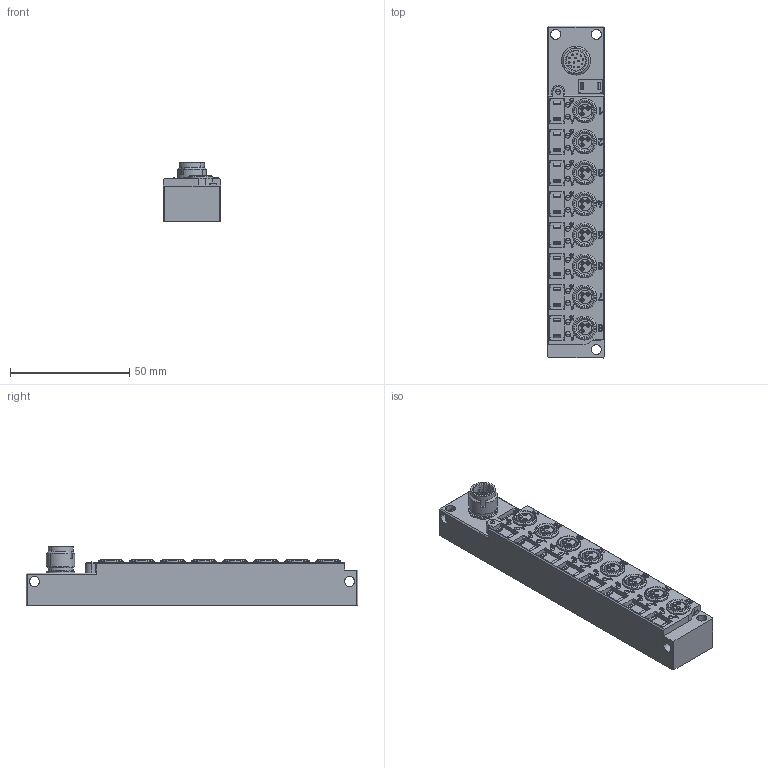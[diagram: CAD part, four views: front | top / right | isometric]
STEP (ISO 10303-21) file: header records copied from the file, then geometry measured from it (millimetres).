
FILE_DESCRIPTION(('CATIA V5 STEP Exchange','CAx-IF Rec.Pracs.--- Model Styling and Organization---1.5--- 2016-08-15','CAx-IF Rec.Pracs.---Supplemental Geometry---1.0---2011-11-01','CAx-IF Rec.Pracs.--- Composite Materials ---1.1---2010-07-15'),'2;1');
FILE_NAME ('024654-2_1', '2025-02-17T13:35:08+00:00', ('none'), ('Weidmueller'), 'CATIA Version 5-6 Release 2022 SP4 HF5', 'CATIA V5 STEP AP214 v3', 'none');
FILE_SCHEMA(('AUTOMOTIVE_DESIGN { 1 0 10303 214 1 1 1 1 }'));
Products named in the file (1): 1871680000
Bounding box: 24 x 139 x 24.6 mm (x, y, z)
Volume: 55243.6 mm3; surface area: 17372.4 mm2
Topology: 1 solids, 3 shells, 1750 faces, 4419 edges, 2916 vertices
Faces by surface type: plane 769, cylinder 332, bspline 332, cone 215, torus 68, sphere 34
Entity records: 61121 total; most frequent: CARTESIAN_POINT 22024, ORIENTED_EDGE 8838, DIRECTION 5530, EDGE_CURVE 4419, VERTEX_POINT 2916, AXIS2_PLACEMENT_3D 2088, VECTOR 2072, LINE 2072
